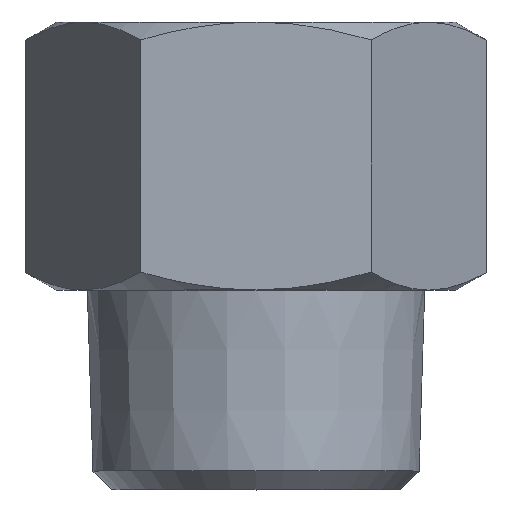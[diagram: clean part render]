
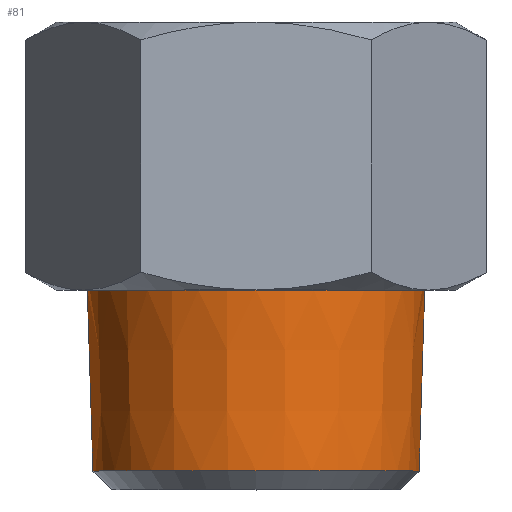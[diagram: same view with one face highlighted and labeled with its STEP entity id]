
A CAD part, top view. The second image highlights one B-rep face of the part: STEP entity #81.
In plain terms, the highlighted conical face has half-angle 1.78 degrees and reference radius 13.307 mm.
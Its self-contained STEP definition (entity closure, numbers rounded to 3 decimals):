
#81=ADVANCED_FACE('',(#163),#164,.T.);
#163=FACE_OUTER_BOUND('',#250,.T.);
#164=CONICAL_SURFACE('',#251,13.307,0.031);
#250=EDGE_LOOP('',(#515,#516,#517,#518));
#251=AXIS2_PLACEMENT_3D('',#519,#520,#521);
#515=ORIENTED_EDGE('',*,*,#575,.F.);
#516=ORIENTED_EDGE('',*,*,#636,.F.);
#517=ORIENTED_EDGE('',*,*,#573,.T.);
#518=ORIENTED_EDGE('',*,*,#583,.T.);
#519=CARTESIAN_POINT('',(0.0,-7.251,0.0));
#520=DIRECTION('',(-0.0,1.0,-0.0));
#521=DIRECTION('',(1.0,0.0,0.0));
#573=EDGE_CURVE('',#675,#676,#677,.T.);
#575=EDGE_CURVE('',#678,#680,#681,.T.);
#583=EDGE_CURVE('',#676,#680,#693,.T.);
#636=EDGE_CURVE('',#675,#678,#770,.T.);
#675=VERTEX_POINT('',#845);
#676=VERTEX_POINT('',#846);
#677=LINE('',#847,#848);
#678=VERTEX_POINT('',#849);
#680=VERTEX_POINT('',#851);
#681=LINE('',#852,#853);
#693=CIRCLE('',#865,13.533);
#770=CIRCLE('',#1094,13.082);
#845=CARTESIAN_POINT('',(13.082,-14.502,0.0));
#846=CARTESIAN_POINT('',(13.533,0.,0.0));
#847=CARTESIAN_POINT('',(13.082,-14.502,0.0));
#848=VECTOR('',#1131,14.509);
#849=CARTESIAN_POINT('',(-13.082,-14.502,0.0));
#851=CARTESIAN_POINT('',(-13.533,0.,0.0));
#852=CARTESIAN_POINT('',(-13.082,-14.502,0.0));
#853=VECTOR('',#1135,14.509);
#865=AXIS2_PLACEMENT_3D('',#1157,#1158,#1159);
#1094=AXIS2_PLACEMENT_3D('',#1232,#1233,#1234);
#1131=DIRECTION('',(0.031,1.,0.0));
#1135=DIRECTION('',(-0.031,1.,0.0));
#1157=CARTESIAN_POINT('',(0.0,0.,0.0));
#1158=DIRECTION('',(0.0,-1.0,0.0));
#1159=DIRECTION('',(1.0,0.0,0.0));
#1232=CARTESIAN_POINT('',(0.0,-14.502,0.0));
#1233=DIRECTION('',(0.0,-1.0,0.0));
#1234=DIRECTION('',(1.0,0.0,0.0));
